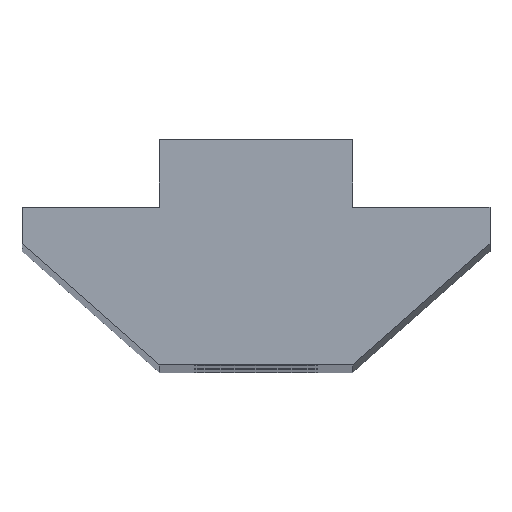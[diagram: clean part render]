
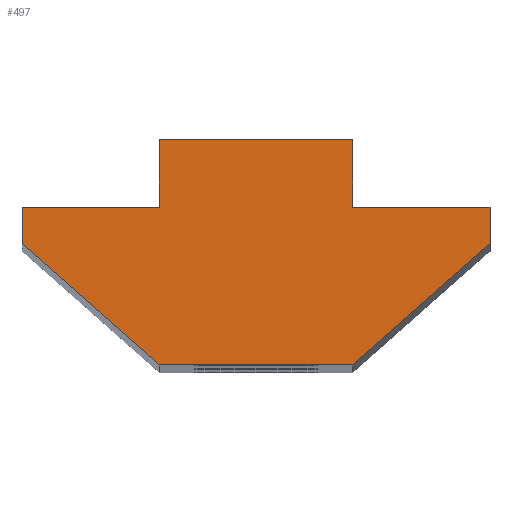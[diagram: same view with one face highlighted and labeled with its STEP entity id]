
A CAD part, top view. The second image highlights one B-rep face of the part: STEP entity #497.
In plain terms, the highlighted planar face has unit normal (0, 0, 1).
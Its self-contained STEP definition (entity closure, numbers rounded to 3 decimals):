
#13 = CARTESIAN_POINT ( 'NONE',  ( 9.65, -2.8, 90. ) ) ;
#24 = EDGE_CURVE ( 'NONE', #689, #186, #1049, .T. ) ;
#50 = EDGE_CURVE ( 'NONE', #186, #865, #606, .T. ) ;
#57 = DIRECTION ( 'NONE',  ( 0., -1., 0. ) ) ;
#78 = VERTEX_POINT ( 'NONE', #180 ) ;
#81 = DIRECTION ( 'NONE',  ( -1., 0., 0. ) ) ;
#107 = DIRECTION ( 'NONE',  ( 0., 0., -1. ) ) ;
#109 = VERTEX_POINT ( 'NONE', #456 ) ;
#121 = LINE ( 'NONE', #572, #864 ) ;
#143 = CARTESIAN_POINT ( 'NONE',  ( 9.65, -4.3, 90. ) ) ;
#172 = CARTESIAN_POINT ( 'NONE',  ( 4., 0., 90. ) ) ;
#180 = CARTESIAN_POINT ( 'NONE',  ( -4., 0., 90. ) ) ;
#186 = VERTEX_POINT ( 'NONE', #837 ) ;
#201 = EDGE_CURVE ( 'NONE', #865, #78, #746, .T. ) ;
#225 = DIRECTION ( 'NONE',  ( 0.749, 0.663, 0. ) ) ;
#229 = LINE ( 'NONE', #143, #844 ) ;
#250 = VECTOR ( 'NONE', #310, 1000. ) ;
#253 = CARTESIAN_POINT ( 'NONE',  ( -9.65, -4.3, 90. ) ) ;
#257 = VERTEX_POINT ( 'NONE', #1094 ) ;
#278 = DIRECTION ( 'NONE',  ( -1., 0., 0. ) ) ;
#287 = VECTOR ( 'NONE', #872, 1000. ) ;
#300 = EDGE_LOOP ( 'NONE', ( #1030, #485, #828, #875, #926, #562, #988, #621, #415, #319 ) ) ;
#304 = VECTOR ( 'NONE', #278, 1000. ) ;
#310 = DIRECTION ( 'NONE',  ( 0.749, -0.663, 0. ) ) ;
#316 = CARTESIAN_POINT ( 'NONE',  ( 9.65, -2.8, 90. ) ) ;
#319 = ORIENTED_EDGE ( 'NONE', *, *, #201, .T. ) ;
#356 = VERTEX_POINT ( 'NONE', #1053 ) ;
#386 = EDGE_CURVE ( 'NONE', #1025, #689, #688, .T. ) ;
#390 = DIRECTION ( 'NONE',  ( -1., 0., 0. ) ) ;
#415 = ORIENTED_EDGE ( 'NONE', *, *, #50, .T. ) ;
#418 = FACE_OUTER_BOUND ( 'NONE', #300, .T. ) ;
#445 = CARTESIAN_POINT ( 'NONE',  ( -4., -9.3, 90. ) ) ;
#452 = DIRECTION ( 'NONE',  ( -1., 0., 0. ) ) ;
#456 = CARTESIAN_POINT ( 'NONE',  ( 4., -9.3, 90. ) ) ;
#482 = LINE ( 'NONE', #744, #882 ) ;
#485 = ORIENTED_EDGE ( 'NONE', *, *, #792, .T. ) ;
#497 = ADVANCED_FACE ( 'NONE', ( #418 ), #514, .F. ) ;
#501 = AXIS2_PLACEMENT_3D ( 'NONE', #638, #107, #452 ) ;
#514 = PLANE ( 'NONE',  #501 ) ;
#532 = LINE ( 'NONE', #445, #538 ) ;
#536 = VERTEX_POINT ( 'NONE', #1074 ) ;
#538 = VECTOR ( 'NONE', #793, 1000. ) ;
#562 = ORIENTED_EDGE ( 'NONE', *, *, #727, .T. ) ;
#572 = CARTESIAN_POINT ( 'NONE',  ( -4., -2.8, 90. ) ) ;
#589 = CARTESIAN_POINT ( 'NONE',  ( -4., 0., 90. ) ) ;
#601 = CARTESIAN_POINT ( 'NONE',  ( 4., 0., 90. ) ) ;
#606 = LINE ( 'NONE', #965, #287 ) ;
#621 = ORIENTED_EDGE ( 'NONE', *, *, #24, .T. ) ;
#631 = CARTESIAN_POINT ( 'NONE',  ( 9.65, -4.3, 90. ) ) ;
#638 = CARTESIAN_POINT ( 'NONE',  ( 0., 0., 90. ) ) ;
#657 = CARTESIAN_POINT ( 'NONE',  ( -9.65, -4.3, 90. ) ) ;
#674 = LINE ( 'NONE', #589, #701 ) ;
#688 = LINE ( 'NONE', #13, #810 ) ;
#689 = VERTEX_POINT ( 'NONE', #316 ) ;
#698 = EDGE_CURVE ( 'NONE', #78, #536, #674, .T. ) ;
#701 = VECTOR ( 'NONE', #57, 1000. ) ;
#727 = EDGE_CURVE ( 'NONE', #109, #1025, #229, .T. ) ;
#734 = EDGE_CURVE ( 'NONE', #848, #356, #1028, .T. ) ;
#744 = CARTESIAN_POINT ( 'NONE',  ( -9.65, -2.8, 90. ) ) ;
#746 = LINE ( 'NONE', #172, #304 ) ;
#792 = EDGE_CURVE ( 'NONE', #536, #257, #121, .T. ) ;
#793 = DIRECTION ( 'NONE',  ( 1., 0., 0. ) ) ;
#797 = EDGE_CURVE ( 'NONE', #257, #848, #482, .T. ) ;
#810 = VECTOR ( 'NONE', #863, 1000. ) ;
#828 = ORIENTED_EDGE ( 'NONE', *, *, #797, .T. ) ;
#837 = CARTESIAN_POINT ( 'NONE',  ( 4., -2.8, 90. ) ) ;
#844 = VECTOR ( 'NONE', #225, 1000. ) ;
#848 = VERTEX_POINT ( 'NONE', #253 ) ;
#859 = CARTESIAN_POINT ( 'NONE',  ( 4., -2.8, 90. ) ) ;
#863 = DIRECTION ( 'NONE',  ( 0., 1., 0. ) ) ;
#864 = VECTOR ( 'NONE', #390, 1000. ) ;
#865 = VERTEX_POINT ( 'NONE', #601 ) ;
#872 = DIRECTION ( 'NONE',  ( 0., 1., 0. ) ) ;
#875 = ORIENTED_EDGE ( 'NONE', *, *, #734, .T. ) ;
#882 = VECTOR ( 'NONE', #918, 1000. ) ;
#918 = DIRECTION ( 'NONE',  ( 0., -1., 0. ) ) ;
#926 = ORIENTED_EDGE ( 'NONE', *, *, #970, .T. ) ;
#965 = CARTESIAN_POINT ( 'NONE',  ( 4., 0., 90. ) ) ;
#970 = EDGE_CURVE ( 'NONE', #356, #109, #532, .T. ) ;
#974 = VECTOR ( 'NONE', #81, 1000. ) ;
#988 = ORIENTED_EDGE ( 'NONE', *, *, #386, .T. ) ;
#1025 = VERTEX_POINT ( 'NONE', #631 ) ;
#1028 = LINE ( 'NONE', #657, #250 ) ;
#1030 = ORIENTED_EDGE ( 'NONE', *, *, #698, .T. ) ;
#1049 = LINE ( 'NONE', #859, #974 ) ;
#1053 = CARTESIAN_POINT ( 'NONE',  ( -4., -9.3, 90. ) ) ;
#1074 = CARTESIAN_POINT ( 'NONE',  ( -4., -2.8, 90. ) ) ;
#1094 = CARTESIAN_POINT ( 'NONE',  ( -9.65, -2.8, 90. ) ) ;
